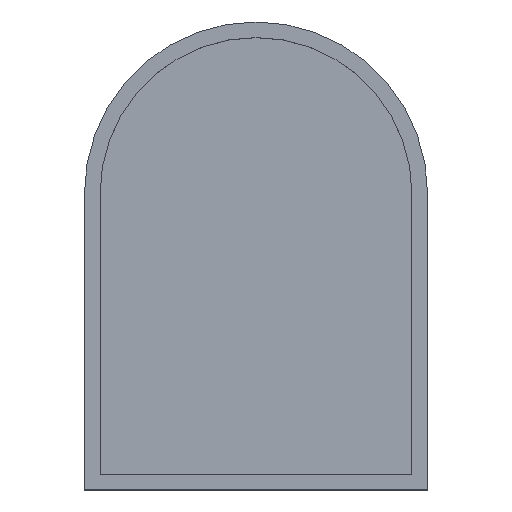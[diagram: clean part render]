
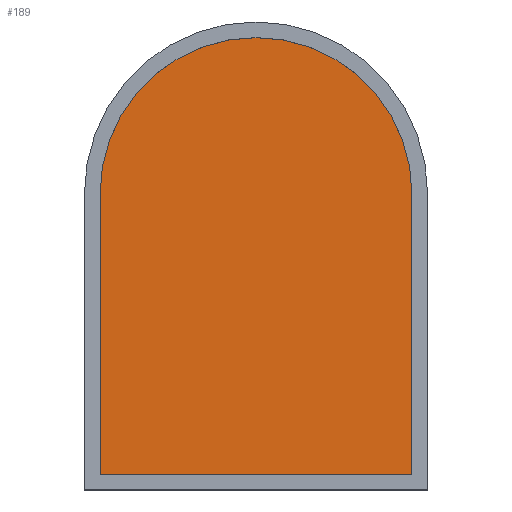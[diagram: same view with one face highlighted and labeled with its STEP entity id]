
A CAD part, top view. The second image highlights one B-rep face of the part: STEP entity #189.
In plain terms, the highlighted planar face has unit normal (0, 0, 1).
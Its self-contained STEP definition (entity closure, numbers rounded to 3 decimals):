
#12=CIRCLE('',#205,10.);
#62=ORIENTED_EDGE('',*,*,#70,.T.);
#63=ORIENTED_EDGE('',*,*,#66,.T.);
#64=ORIENTED_EDGE('',*,*,#88,.F.);
#65=ORIENTED_EDGE('',*,*,#73,.F.);
#66=EDGE_CURVE('',#90,#91,#106,.T.);
#70=EDGE_CURVE('',#94,#90,#12,.T.);
#73=EDGE_CURVE('',#94,#96,#111,.T.);
#88=EDGE_CURVE('',#96,#91,#124,.T.);
#90=VERTEX_POINT('',#273);
#91=VERTEX_POINT('',#274);
#94=VERTEX_POINT('',#282);
#96=VERTEX_POINT('',#288);
#106=LINE('',#272,#126);
#111=LINE('',#287,#131);
#124=LINE('',#317,#144);
#126=VECTOR('',#222,1000.);
#131=VECTOR('',#235,1000.);
#144=VECTOR('',#262,1000.);
#157=EDGE_LOOP('',(#62,#63,#64,#65));
#169=FACE_BOUND('',#157,.T.);
#178=PLANE('',#217);
#189=ADVANCED_FACE('',(#169),#178,.T.);
#205=AXIS2_PLACEMENT_3D('',#281,#228,#229);
#217=AXIS2_PLACEMENT_3D('',#321,#268,#269);
#222=DIRECTION('',(0.,-1.,0.));
#228=DIRECTION('',(0.,0.,1.));
#229=DIRECTION('',(1.,0.,0.));
#235=DIRECTION('',(0.,-1.,0.));
#262=DIRECTION('',(-1.,0.,0.));
#268=DIRECTION('',(0.,0.,1.));
#269=DIRECTION('',(1.,0.,0.));
#272=CARTESIAN_POINT('',(-10.,-2.291,2.));
#273=CARTESIAN_POINT('',(-10.,0.,2.));
#274=CARTESIAN_POINT('',(-10.,-18.,2.));
#281=CARTESIAN_POINT('',(0.,0.,2.));
#282=CARTESIAN_POINT('',(10.,0.,2.));
#287=CARTESIAN_POINT('',(10.,-2.291,2.));
#288=CARTESIAN_POINT('',(10.,-18.,2.));
#317=CARTESIAN_POINT('',(0.,-18.,2.));
#321=CARTESIAN_POINT('',(0.,-4.,2.));
